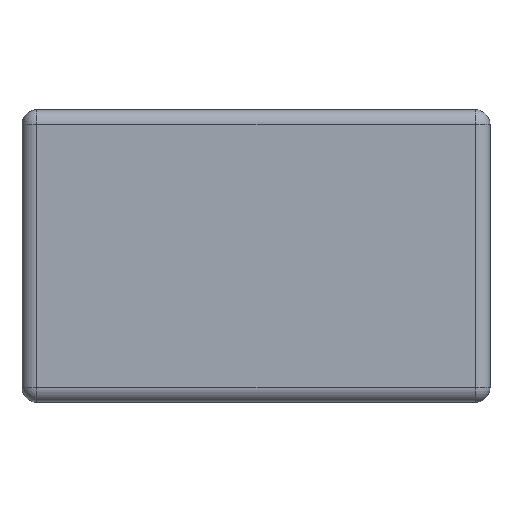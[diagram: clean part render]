
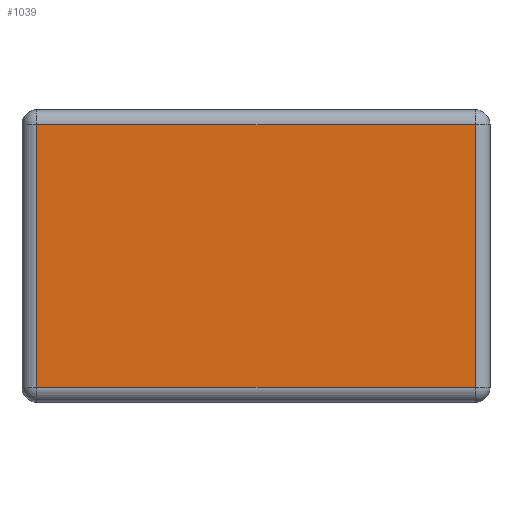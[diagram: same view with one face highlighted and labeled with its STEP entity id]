
A CAD part, left-side view. The second image highlights one B-rep face of the part: STEP entity #1039.
In plain terms, the highlighted planar face has unit normal (-1, 0, 0).
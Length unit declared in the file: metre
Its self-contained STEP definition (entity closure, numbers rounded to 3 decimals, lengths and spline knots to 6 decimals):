
#10 = PLANE ( 'NONE',  #1103 ) ;
#92 = DIRECTION ( 'NONE',  ( 0., 0., 1. ) ) ;
#105 = CARTESIAN_POINT ( 'NONE',  ( -0.001, 0.000749, 0.001025 ) ) ;
#132 = EDGE_CURVE ( 'NONE', #508, #819, #995, .T. ) ;
#197 = DIRECTION ( 'NONE',  ( 0., -1., 0. ) ) ;
#358 = CARTESIAN_POINT ( 'NONE',  ( -0.001, 0.000749, 0.000127 ) ) ;
#404 = EDGE_CURVE ( 'NONE', #819, #446, #1245, .T. ) ;
#446 = VERTEX_POINT ( 'NONE', #358 ) ;
#447 = CARTESIAN_POINT ( 'NONE',  ( -0.001, -0.000749, 0.000127 ) ) ;
#484 = EDGE_CURVE ( 'NONE', #662, #446, #565, .T. ) ;
#508 = VERTEX_POINT ( 'NONE', #640 ) ;
#537 = CARTESIAN_POINT ( 'NONE',  ( -0.001, -0.000749, 0.000127 ) ) ;
#539 = ORIENTED_EDGE ( 'NONE', *, *, #404, .F. ) ;
#565 = LINE ( 'NONE', #961, #607 ) ;
#607 = VECTOR ( 'NONE', #931, 1. ) ;
#640 = CARTESIAN_POINT ( 'NONE',  ( -0.001, -0.000749, 0.001025 ) ) ;
#662 = VERTEX_POINT ( 'NONE', #1025 ) ;
#701 = DIRECTION ( 'NONE',  ( -1., 0., 0. ) ) ;
#709 = LINE ( 'NONE', #105, #899 ) ;
#760 = ORIENTED_EDGE ( 'NONE', *, *, #484, .T. ) ;
#786 = CARTESIAN_POINT ( 'NONE',  ( -0.001, -0.000749, 0.001025 ) ) ;
#800 = CARTESIAN_POINT ( 'NONE',  ( -0.001, 0.0008, 0.000076 ) ) ;
#819 = VERTEX_POINT ( 'NONE', #447 ) ;
#890 = ORIENTED_EDGE ( 'NONE', *, *, #132, .F. ) ;
#894 = VECTOR ( 'NONE', #974, 1. ) ;
#899 = VECTOR ( 'NONE', #197, 1. ) ;
#931 = DIRECTION ( 'NONE',  ( 0., 0., -1. ) ) ;
#945 = DIRECTION ( 'NONE',  ( 0., 1., 0. ) ) ;
#957 = ORIENTED_EDGE ( 'NONE', *, *, #979, .F. ) ;
#961 = CARTESIAN_POINT ( 'NONE',  ( -0.001, 0.000749, 0.001025 ) ) ;
#974 = DIRECTION ( 'NONE',  ( 0., 0., -1. ) ) ;
#979 = EDGE_CURVE ( 'NONE', #662, #508, #709, .T. ) ;
#995 = LINE ( 'NONE', #786, #894 ) ;
#1025 = CARTESIAN_POINT ( 'NONE',  ( -0.001, 0.000749, 0.001025 ) ) ;
#1039 = ADVANCED_FACE ( 'NONE', ( #1191 ), #10, .T. ) ;
#1103 = AXIS2_PLACEMENT_3D ( 'NONE', #800, #701, #92 ) ;
#1111 = EDGE_LOOP ( 'NONE', ( #890, #957, #760, #539 ) ) ;
#1138 = VECTOR ( 'NONE', #945, 1. ) ;
#1191 = FACE_OUTER_BOUND ( 'NONE', #1111, .T. ) ;
#1245 = LINE ( 'NONE', #537, #1138 ) ;
